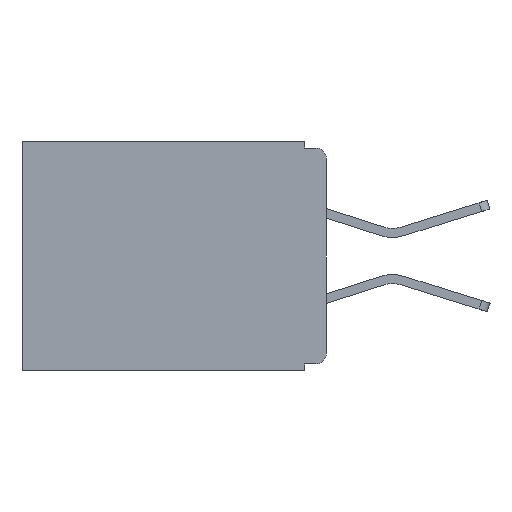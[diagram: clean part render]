
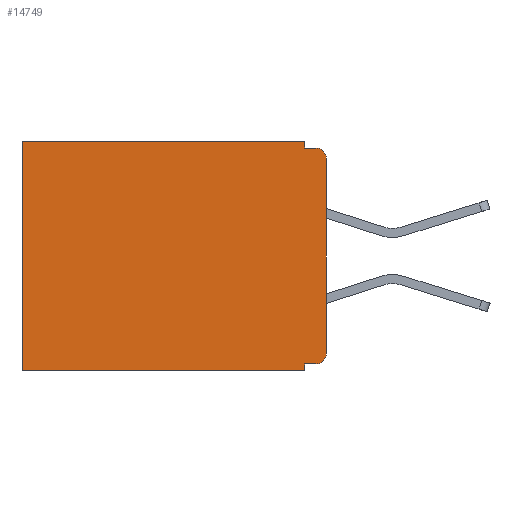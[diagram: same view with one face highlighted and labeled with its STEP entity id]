
A CAD part, left-side view. The second image highlights one B-rep face of the part: STEP entity #14749.
In plain terms, the highlighted planar face has unit normal (-1, 0, 0).
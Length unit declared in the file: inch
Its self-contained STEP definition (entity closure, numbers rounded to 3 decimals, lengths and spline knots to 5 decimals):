
#146 = CARTESIAN_POINT ( 'NONE',  ( 0.3, 0.031, 0. ) ) ;
#328 = VERTEX_POINT ( 'NONE', #15721 ) ;
#361 = DIRECTION ( 'NONE',  ( 0., 0., -1. ) ) ;
#853 = ORIENTED_EDGE ( 'NONE', *, *, #16100, .F. ) ;
#869 = AXIS2_PLACEMENT_3D ( 'NONE', #14940, #6973, #16533 ) ;
#1052 = DIRECTION ( 'NONE',  ( 0., 1., 0. ) ) ;
#1181 = CARTESIAN_POINT ( 'NONE',  ( 0.3, 0.031, -0.32 ) ) ;
#1240 = FACE_OUTER_BOUND ( 'NONE', #4906, .T. ) ;
#1601 = EDGE_CURVE ( 'NONE', #328, #3082, #3498, .T. ) ;
#2112 = CARTESIAN_POINT ( 'NONE',  ( 0.3, 0., -0.33 ) ) ;
#2599 = DIRECTION ( 'NONE',  ( 0., 1., 0. ) ) ;
#2632 = CARTESIAN_POINT ( 'NONE',  ( 0.3, 0., -0.32 ) ) ;
#2654 = LINE ( 'NONE', #17220, #3592 ) ;
#2717 = DIRECTION ( 'NONE',  ( 0., 0., -1. ) ) ;
#3036 = CARTESIAN_POINT ( 'NONE',  ( 0.3, 0.015, -0.32 ) ) ;
#3082 = VERTEX_POINT ( 'NONE', #7496 ) ;
#3437 = CIRCLE ( 'NONE', #12811, 0.015 ) ;
#3462 = VERTEX_POINT ( 'NONE', #1181 ) ;
#3498 = LINE ( 'NONE', #8720, #10280 ) ;
#3592 = VECTOR ( 'NONE', #5275, 39.37008 ) ;
#3983 = CARTESIAN_POINT ( 'NONE',  ( 0.3, 0., -0.025 ) ) ;
#4033 = VECTOR ( 'NONE', #17077, 39.37008 ) ;
#4569 = CARTESIAN_POINT ( 'NONE',  ( 0.3, 0., 0. ) ) ;
#4803 = DIRECTION ( 'NONE',  ( 0., 1., 0. ) ) ;
#4823 = VERTEX_POINT ( 'NONE', #17967 ) ;
#4906 = EDGE_LOOP ( 'NONE', ( #9597, #9059, #7521, #5311, #5653, #6626, #7058, #7903, #853, #8752 ) ) ;
#5214 = EDGE_CURVE ( 'NONE', #12408, #13541, #2654, .T. ) ;
#5222 = CARTESIAN_POINT ( 'NONE',  ( 0.3, 0., -0.305 ) ) ;
#5239 = VERTEX_POINT ( 'NONE', #7837 ) ;
#5275 = DIRECTION ( 'NONE',  ( 0., 0., -1. ) ) ;
#5311 = ORIENTED_EDGE ( 'NONE', *, *, #15546, .F. ) ;
#5653 = ORIENTED_EDGE ( 'NONE', *, *, #11966, .T. ) ;
#5993 = VERTEX_POINT ( 'NONE', #15009 ) ;
#6128 = VECTOR ( 'NONE', #4803, 39.37008 ) ;
#6626 = ORIENTED_EDGE ( 'NONE', *, *, #1601, .T. ) ;
#6973 = DIRECTION ( 'NONE',  ( 1., 0., 0. ) ) ;
#7038 = EDGE_CURVE ( 'NONE', #5239, #3082, #10740, .T. ) ;
#7058 = ORIENTED_EDGE ( 'NONE', *, *, #7038, .F. ) ;
#7496 = CARTESIAN_POINT ( 'NONE',  ( 0.3, 0.437, -0.33 ) ) ;
#7521 = ORIENTED_EDGE ( 'NONE', *, *, #8435, .F. ) ;
#7658 = DIRECTION ( 'NONE',  ( 0., 0., -1. ) ) ;
#7731 = DIRECTION ( 'NONE',  ( -1., 0., 0. ) ) ;
#7753 = CARTESIAN_POINT ( 'NONE',  ( 0.3, 0.015, -0.025 ) ) ;
#7837 = CARTESIAN_POINT ( 'NONE',  ( 0.3, 0.031, -0.33 ) ) ;
#7903 = ORIENTED_EDGE ( 'NONE', *, *, #11010, .F. ) ;
#8354 = VERTEX_POINT ( 'NONE', #146 ) ;
#8435 = EDGE_CURVE ( 'NONE', #4823, #5993, #8932, .T. ) ;
#8720 = CARTESIAN_POINT ( 'NONE',  ( 0.3, 0.437, -0.33 ) ) ;
#8752 = ORIENTED_EDGE ( 'NONE', *, *, #16432, .T. ) ;
#8778 = EDGE_CURVE ( 'NONE', #12408, #5993, #3437, .T. ) ;
#8932 = LINE ( 'NONE', #16613, #12596 ) ;
#9059 = ORIENTED_EDGE ( 'NONE', *, *, #8778, .T. ) ;
#9261 = DIRECTION ( 'NONE',  ( -1., 0., 0. ) ) ;
#9597 = ORIENTED_EDGE ( 'NONE', *, *, #5214, .F. ) ;
#10280 = VECTOR ( 'NONE', #2717, 39.37008 ) ;
#10740 = LINE ( 'NONE', #2112, #17512 ) ;
#10866 = PLANE ( 'NONE',  #869 ) ;
#11010 = EDGE_CURVE ( 'NONE', #3462, #5239, #11626, .T. ) ;
#11110 = VECTOR ( 'NONE', #15444, 39.37008 ) ;
#11626 = LINE ( 'NONE', #17277, #4033 ) ;
#11727 = LINE ( 'NONE', #2632, #14871 ) ;
#11966 = EDGE_CURVE ( 'NONE', #8354, #328, #17932, .T. ) ;
#12047 = VERTEX_POINT ( 'NONE', #3036 ) ;
#12408 = VERTEX_POINT ( 'NONE', #3983 ) ;
#12551 = CIRCLE ( 'NONE', #17202, 0.015 ) ;
#12596 = VECTOR ( 'NONE', #17532, 39.37008 ) ;
#12811 = AXIS2_PLACEMENT_3D ( 'NONE', #7753, #7731, #7658 ) ;
#13541 = VERTEX_POINT ( 'NONE', #5222 ) ;
#14060 = CARTESIAN_POINT ( 'NONE',  ( 0.3, 0.031, 0. ) ) ;
#14265 = LINE ( 'NONE', #14060, #11110 ) ;
#14749 = ADVANCED_FACE ( 'NONE', ( #1240 ), #10866, .F. ) ;
#14871 = VECTOR ( 'NONE', #1052, 39.37008 ) ;
#14940 = CARTESIAN_POINT ( 'NONE',  ( 0.3, 0., -0.33 ) ) ;
#15009 = CARTESIAN_POINT ( 'NONE',  ( 0.3, 0.015, -0.01 ) ) ;
#15444 = DIRECTION ( 'NONE',  ( 0., 0., -1. ) ) ;
#15546 = EDGE_CURVE ( 'NONE', #8354, #4823, #14265, .T. ) ;
#15721 = CARTESIAN_POINT ( 'NONE',  ( 0.3, 0.437, 0. ) ) ;
#16100 = EDGE_CURVE ( 'NONE', #12047, #3462, #11727, .T. ) ;
#16432 = EDGE_CURVE ( 'NONE', #12047, #13541, #12551, .T. ) ;
#16533 = DIRECTION ( 'NONE',  ( 0., 0., -1. ) ) ;
#16613 = CARTESIAN_POINT ( 'NONE',  ( 0.3, 0., -0.01 ) ) ;
#17077 = DIRECTION ( 'NONE',  ( 0., 0., -1. ) ) ;
#17202 = AXIS2_PLACEMENT_3D ( 'NONE', #17413, #9261, #361 ) ;
#17220 = CARTESIAN_POINT ( 'NONE',  ( 0.3, 0., -0.33 ) ) ;
#17277 = CARTESIAN_POINT ( 'NONE',  ( 0.3, 0.031, -0.33 ) ) ;
#17413 = CARTESIAN_POINT ( 'NONE',  ( 0.3, 0.015, -0.305 ) ) ;
#17512 = VECTOR ( 'NONE', #2599, 39.37008 ) ;
#17532 = DIRECTION ( 'NONE',  ( 0., -1., 0. ) ) ;
#17932 = LINE ( 'NONE', #4569, #6128 ) ;
#17967 = CARTESIAN_POINT ( 'NONE',  ( 0.3, 0.031, -0.01 ) ) ;
